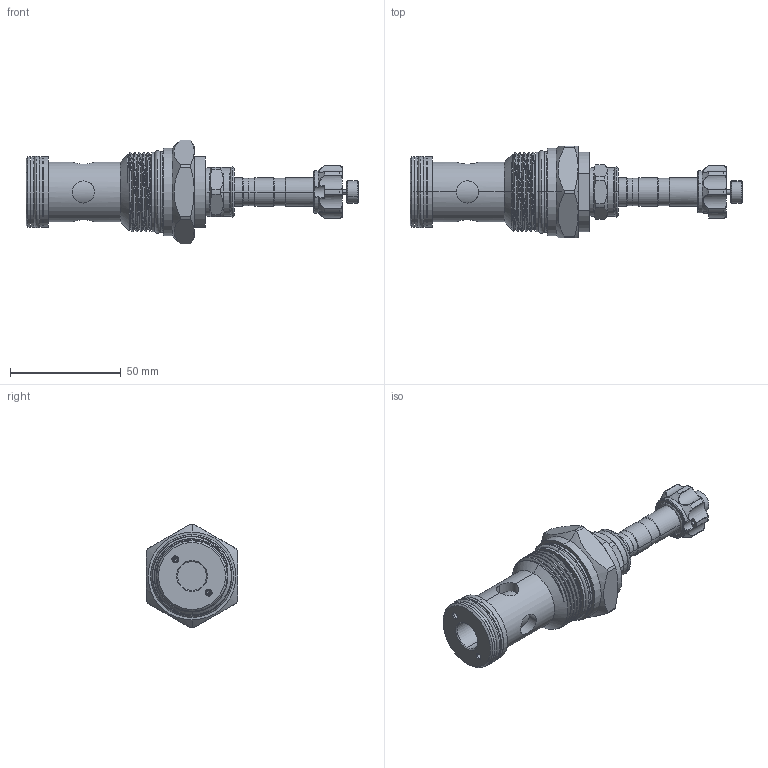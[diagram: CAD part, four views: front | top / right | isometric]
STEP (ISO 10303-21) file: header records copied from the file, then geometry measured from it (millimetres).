
FILE_DESCRIPTION (( 'STEP AP203' ), '1' );
FILE_NAME ('EP16A2A02P95.STEP', '2020-04-16T01:04:19', ( '' ), ( '' ), 'SwSTEP 2.0', 'SolidWorks 2018', '' );
FILE_SCHEMA (( 'CONFIG_CONTROL_DESIGN' ));
Length unit declared in the file: millimetre
Products named in the file (1): EP16A2A02P95
Bounding box: 149.65 x 41.2 x 46.8 mm (x, y, z)
Volume: 78982.4 mm3; surface area: 22305.8 mm2
Topology: 7 solids, 7 shells, 356 faces, 844 edges, 509 vertices
Faces by surface type: cylinder 160, cone 59, torus 55, plane 45, bspline 37
Entity records: 14565 total; most frequent: CARTESIAN_POINT 6573, DIRECTION 1672, ORIENTED_EDGE 1668, EDGE_CURVE 834, AXIS2_PLACEMENT_3D 717, VERTEX_POINT 509, CIRCLE 397, EDGE_LOOP 387
